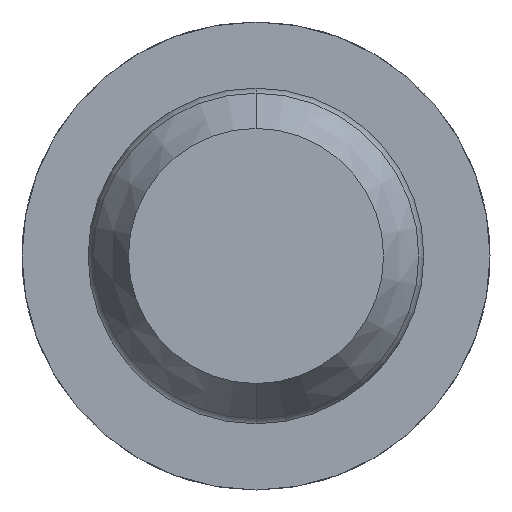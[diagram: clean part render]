
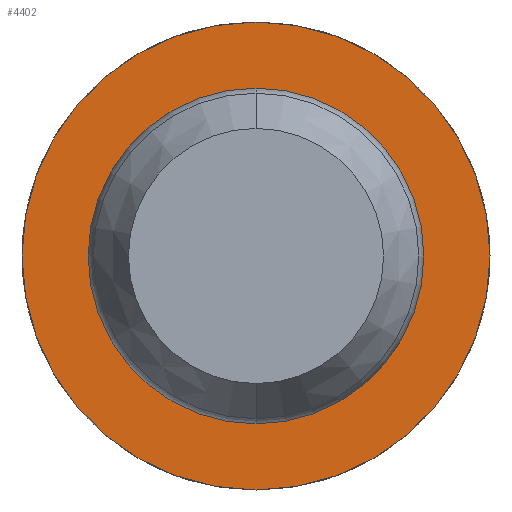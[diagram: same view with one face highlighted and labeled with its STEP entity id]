
A CAD part, front view. The second image highlights one B-rep face of the part: STEP entity #4402.
In plain terms, the highlighted planar face has unit normal (0, -1, 0).
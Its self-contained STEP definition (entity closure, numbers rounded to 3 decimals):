
#42 = VERTEX_POINT ( 'NONE', #868 ) ;
#479 = CARTESIAN_POINT ( 'NONE',  ( 0., -10., 0. ) ) ;
#527 = ORIENTED_EDGE ( 'NONE', *, *, #1891, .F. ) ;
#655 = DIRECTION ( 'NONE',  ( 0., 0., 1. ) ) ;
#703 = CARTESIAN_POINT ( 'NONE',  ( 0., -10., -0.825 ) ) ;
#829 = CARTESIAN_POINT ( 'NONE',  ( 0., -10., -1.15 ) ) ;
#868 = CARTESIAN_POINT ( 'NONE',  ( 0., -10., 0.825 ) ) ;
#975 = EDGE_CURVE ( 'Defeature ausgef�hrt2_7+Defeature ausgef�hrt2_8+Defeature ausgef�hrt2_8+Defeature ausgef�hrt2_8', #42, #1435, #1048, .T. ) ;
#1033 = DIRECTION ( 'NONE',  ( 0., 1., 0. ) ) ;
#1048 = CIRCLE ( 'NONE', #2994, 0.825 ) ;
#1435 = VERTEX_POINT ( 'NONE', #703 ) ;
#1439 = ORIENTED_EDGE ( 'NONE', *, *, #975, .T. ) ;
#1479 = FACE_OUTER_BOUND ( 'NONE', #3796, .T. ) ;
#1635 = EDGE_CURVE ( 'Defeature ausgef�hrt2_4+Defeature ausgef�hrt2_7+Defeature ausgef�hrt2_7+Defeature ausgef�hrt2_7', #2737, #2264, #2472, .T. ) ;
#1725 = DIRECTION ( 'NONE',  ( 0., 0., 1. ) ) ;
#1786 = DIRECTION ( 'NONE',  ( 0., 1., 0. ) ) ;
#1891 = EDGE_CURVE ( 'Defeature ausgef�hrt2_4+Defeature ausgef�hrt2_7+Defeature ausgef�hrt2_7+Defeature ausgef�hrt2_7', #2264, #2737, #3972, .T. ) ;
#2111 = DIRECTION ( 'NONE',  ( 0., 0., 1. ) ) ;
#2264 = VERTEX_POINT ( 'NONE', #829 ) ;
#2319 = AXIS2_PLACEMENT_3D ( 'NONE', #4110, #3436, #1725 ) ;
#2353 = AXIS2_PLACEMENT_3D ( 'NONE', #3510, #1786, #4159 ) ;
#2414 = CIRCLE ( 'NONE', #2353, 0.825 ) ;
#2459 = CARTESIAN_POINT ( 'NONE',  ( 1.15, -10., 0. ) ) ;
#2472 = CIRCLE ( 'NONE', #2319, 1.15 ) ;
#2598 = AXIS2_PLACEMENT_3D ( 'NONE', #3143, #1033, #655 ) ;
#2737 = VERTEX_POINT ( 'NONE', #3948 ) ;
#2863 = AXIS2_PLACEMENT_3D ( 'NONE', #2459, #3178, #2111 ) ;
#2868 = DIRECTION ( 'NONE',  ( 0., 0., 1. ) ) ;
#2994 = AXIS2_PLACEMENT_3D ( 'NONE', #479, #3248, #2868 ) ;
#3143 = CARTESIAN_POINT ( 'NONE',  ( 0., -10., 0. ) ) ;
#3178 = DIRECTION ( 'NONE',  ( 0., 1., 0. ) ) ;
#3248 = DIRECTION ( 'NONE',  ( 0., 1., 0. ) ) ;
#3436 = DIRECTION ( 'NONE',  ( 0., 1., 0. ) ) ;
#3510 = CARTESIAN_POINT ( 'NONE',  ( 0., -10., 0. ) ) ;
#3612 = EDGE_CURVE ( 'Defeature ausgef�hrt2_7+Defeature ausgef�hrt2_8+Defeature ausgef�hrt2_8+Defeature ausgef�hrt2_8', #1435, #42, #2414, .T. ) ;
#3796 = EDGE_LOOP ( 'NONE', ( #4161, #527 ) ) ;
#3821 = PLANE ( 'NONE',  #2863 ) ;
#3948 = CARTESIAN_POINT ( 'NONE',  ( 0., -10., 1.15 ) ) ;
#3972 = CIRCLE ( 'NONE', #2598, 1.15 ) ;
#4110 = CARTESIAN_POINT ( 'NONE',  ( 0., -10., 0. ) ) ;
#4159 = DIRECTION ( 'NONE',  ( 0., 0., 1. ) ) ;
#4161 = ORIENTED_EDGE ( 'NONE', *, *, #1635, .F. ) ;
#4202 = EDGE_LOOP ( 'NONE', ( #1439, #4368 ) ) ;
#4352 = FACE_BOUND ( 'NONE', #4202, .T. ) ;
#4368 = ORIENTED_EDGE ( 'NONE', *, *, #3612, .T. ) ;
#4402 = ADVANCED_FACE ( 'Defeature ausgef�hrt2_7', ( #1479, #4352 ), #3821, .F. ) ;
